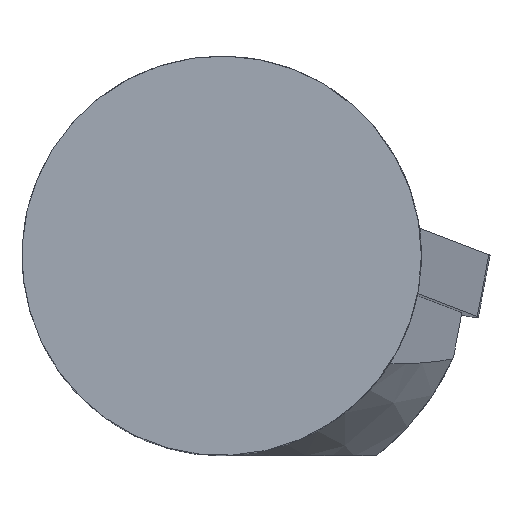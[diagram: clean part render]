
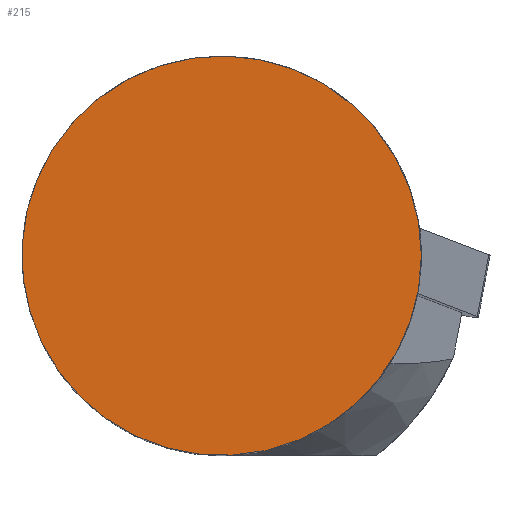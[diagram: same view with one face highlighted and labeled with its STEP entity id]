
A CAD part, top view. The second image highlights one B-rep face of the part: STEP entity #215.
In plain terms, the highlighted planar face has unit normal (0, 0, 1).
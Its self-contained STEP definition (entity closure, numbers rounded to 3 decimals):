
#160=CIRCLE('',#956,20.);
#215=ADVANCED_FACE('',(#281),#246,.T.);
#246=PLANE('',#998);
#281=FACE_OUTER_BOUND('',#322,.T.);
#322=EDGE_LOOP('',(#506));
#506=ORIENTED_EDGE('',*,*,#697,.T.);
#616=VERTEX_POINT('',#1440);
#697=EDGE_CURVE('',#616,#616,#160,.T.);
#956=AXIS2_PLACEMENT_3D('',#1439,#1098,#1099);
#998=AXIS2_PLACEMENT_3D('',#1564,#1194,#1195);
#1098=DIRECTION('',(0.,0.,1.));
#1099=DIRECTION('',(1.,0.,0.));
#1194=DIRECTION('',(0.,0.,1.));
#1195=DIRECTION('',(1.,0.,0.));
#1439=CARTESIAN_POINT('',(0.,0.,0.));
#1440=CARTESIAN_POINT('',(20.,0.,0.));
#1564=CARTESIAN_POINT('',(0.,0.,0.));
